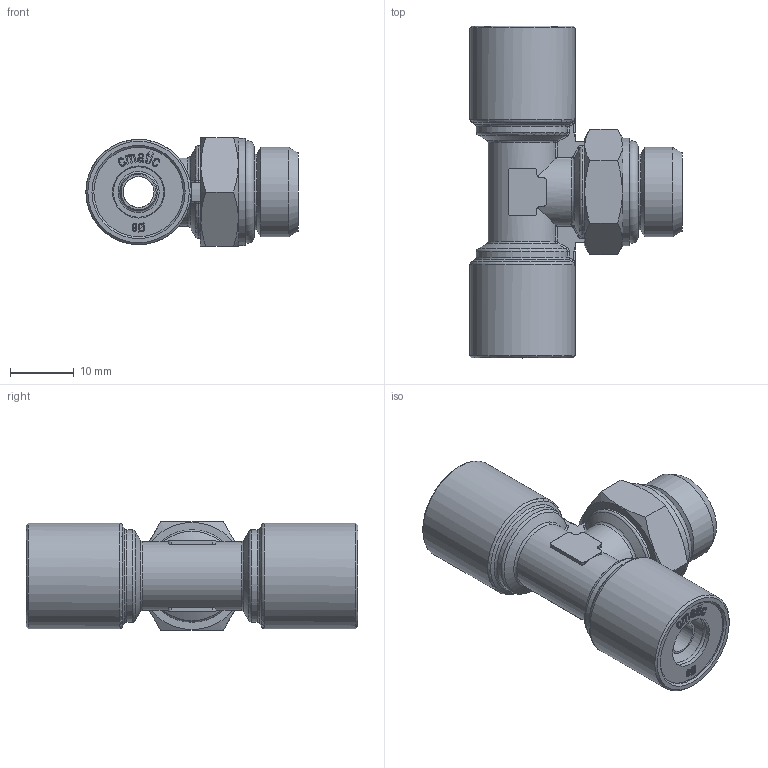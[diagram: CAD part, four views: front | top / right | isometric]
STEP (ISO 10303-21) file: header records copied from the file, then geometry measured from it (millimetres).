
FILE_DESCRIPTION(( 'MAF.21.08.M14X1.5.stp' ), '1');
FILE_NAME( 'MAF.21.08.M14X1.5.stp', '2021-02-19T15:26:47',( 'Sopra'),('sopra-pneumatic.com'), 'SwSTEP 2.0','SolidWorks 2009','' );
FILE_SCHEMA( ( 'CONFIG_CONTROL_DESIGN' ) );
Length unit declared in the file: millimetre
Products named in the file (1): Rivoluzione2
Bounding box: 33.25 x 52 x 17 mm (x, y, z)
Volume: 9183.3 mm3; surface area: 7122.1 mm2
Topology: 1 solids, 1 shells, 478 faces, 1234 edges, 796 vertices
Faces by surface type: bspline 192, plane 174, cylinder 71, torus 21, cone 20
Full cylindrical faces by diameter (mm): 4.85 x2, 5.85 x2, 6 x1, 6.5 x1, 8.15 x4, 8.5 x1, 11.8 x1, 14 x3, 16.5 x2, 16.8 x1
Entity records: 22638 total; most frequent: CARTESIAN_POINT 12478, ORIENTED_EDGE 2372, DIRECTION 1520, EDGE_CURVE 1186, VERTEX_POINT 787, LINE 566, VECTOR 566, EDGE_LOOP 558
